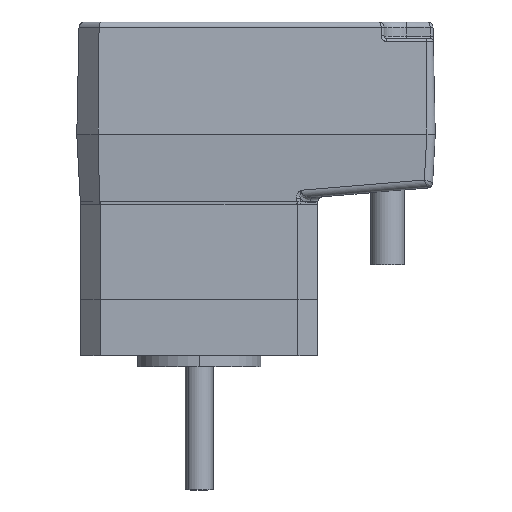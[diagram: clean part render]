
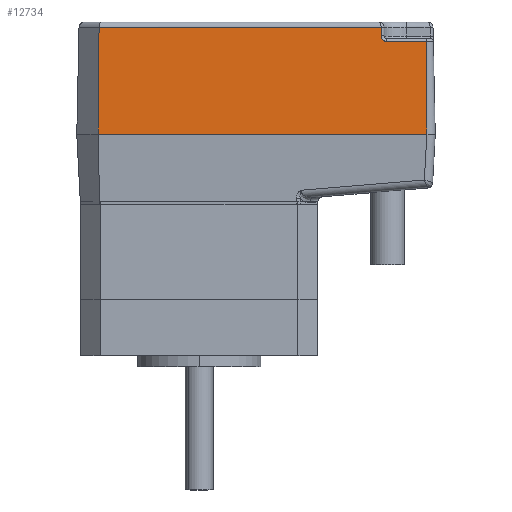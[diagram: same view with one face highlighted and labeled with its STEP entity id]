
A CAD part, top view. The second image highlights one B-rep face of the part: STEP entity #12734.
In plain terms, the highlighted planar face has unit normal (0, 0.021, 1).
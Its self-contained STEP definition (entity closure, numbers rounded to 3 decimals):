
#12593 = VERTEX_POINT ( 'NONE', #19726 ) ;
#12677 = ORIENTED_EDGE ( 'NONE', *, *, #12767, .T. ) ;
#12685 = VERTEX_POINT ( 'NONE', #19819 ) ;
#12719 = VERTEX_POINT ( 'NONE', #19859 ) ;
#12720 = EDGE_CURVE ( 'NONE', #12852, #12855, #19858, .T. ) ;
#12721 = EDGE_CURVE ( 'NONE', #12852, #12719, #19853, .T. ) ;
#12723 = ORIENTED_EDGE ( 'NONE', *, *, #12721, .T. ) ;
#12725 = EDGE_CURVE ( 'NONE', #12757, #12719, #19847, .T. ) ;
#12728 = ORIENTED_EDGE ( 'NONE', *, *, #12725, .F. ) ;
#12734 = ADVANCED_FACE ( 'NONE', ( #19884 ), #19848, .T. ) ;
#12737 = ORIENTED_EDGE ( 'NONE', *, *, #12747, .T. ) ;
#12739 = ORIENTED_EDGE ( 'NONE', *, *, #12754, .T. ) ;
#12742 = EDGE_CURVE ( 'NONE', #12759, #12752, #19867, .T. ) ;
#12746 = ORIENTED_EDGE ( 'NONE', *, *, #12742, .T. ) ;
#12747 = EDGE_CURVE ( 'NONE', #12752, #12685, #19883, .T. ) ;
#12748 = EDGE_CURVE ( 'NONE', #12593, #12855, #19906, .T. ) ;
#12749 = ORIENTED_EDGE ( 'NONE', *, *, #12720, .F. ) ;
#12752 = VERTEX_POINT ( 'NONE', #19903 ) ;
#12754 = EDGE_CURVE ( 'NONE', #12757, #12759, #19893, .T. ) ;
#12757 = VERTEX_POINT ( 'NONE', #19910 ) ;
#12759 = VERTEX_POINT ( 'NONE', #19866 ) ;
#12767 = EDGE_CURVE ( 'NONE', #12685, #12593, #19930, .T. ) ;
#12783 = EDGE_LOOP ( 'NONE', ( #12739, #12746, #12737, #12677, #12851, #12749, #12723, #12728 ) ) ;
#12851 = ORIENTED_EDGE ( 'NONE', *, *, #12748, .T. ) ;
#12852 = VERTEX_POINT ( 'NONE', #20004 ) ;
#12855 = VERTEX_POINT ( 'NONE', #20031 ) ;
#19726 = CARTESIAN_POINT ( 'NONE',  ( -18.021, 0., 21.83 ) ) ;
#19819 = CARTESIAN_POINT ( 'NONE',  ( -17.856, 19.021, 21.432 ) ) ;
#19843 = CARTESIAN_POINT ( 'NONE',  ( 33.5, 16.51, 21.484 ) ) ;
#19844 = CARTESIAN_POINT ( 'NONE',  ( 32.914, 16.51, 21.484 ) ) ;
#19845 = CARTESIAN_POINT ( 'NONE',  ( 32.5, 16.925, 21.476 ) ) ;
#19846 = CARTESIAN_POINT ( 'NONE',  ( 32.5, 17.51, 21.463 ) ) ;
#19847 =( BOUNDED_CURVE ( )  B_SPLINE_CURVE ( 3, ( #19846, #19845, #19844, #19843 ),
 .UNSPECIFIED., .F., .T. ) 
 B_SPLINE_CURVE_WITH_KNOTS ( ( 4, 4 ),
 ( 1.571, 3.142 ),
 .UNSPECIFIED. ) 
 CURVE ( )  GEOMETRIC_REPRESENTATION_ITEM ( )  RATIONAL_B_SPLINE_CURVE ( ( 1., 0.805, 0.805, 1. ) ) 
 REPRESENTATION_ITEM ( '' )  );
#19848 = PLANE ( 'NONE',  #19880 ) ;
#19849 = DIRECTION ( 'NONE',  ( 0., 0.021, 1. ) ) ;
#19850 = DIRECTION ( 'NONE',  ( -1., 0., 0. ) ) ;
#19851 = VECTOR ( 'NONE', #19850, 1000. ) ;
#19852 = CARTESIAN_POINT ( 'NONE',  ( -18.021, 16.51, 21.484 ) ) ;
#19853 = LINE ( 'NONE', #19852, #19851 ) ;
#19855 = DIRECTION ( 'NONE',  ( 0., -1., 0.021 ) ) ;
#19856 = VECTOR ( 'NONE', #19855, 1000. ) ;
#19857 = CARTESIAN_POINT ( 'NONE',  ( 40.652, 0., 21.83 ) ) ;
#19858 = LINE ( 'NONE', #19857, #19856 ) ;
#19859 = CARTESIAN_POINT ( 'NONE',  ( 33.5, 16.51, 21.484 ) ) ;
#19860 = CARTESIAN_POINT ( 'NONE',  ( -18.021, 0., 21.83 ) ) ;
#19861 = CARTESIAN_POINT ( 'NONE',  ( 32.5, 19.021, 21.432 ) ) ;
#19862 = CARTESIAN_POINT ( 'NONE',  ( 32.5, 19.017, 21.432 ) ) ;
#19863 = CARTESIAN_POINT ( 'NONE',  ( 32.5, 19.014, 21.432 ) ) ;
#19864 = CARTESIAN_POINT ( 'NONE',  ( 32.5, 19.01, 21.432 ) ) ;
#19866 = CARTESIAN_POINT ( 'NONE',  ( 32.5, 19.01, 21.432 ) ) ;
#19867 =( BOUNDED_CURVE ( )  B_SPLINE_CURVE ( 3, ( #19864, #19863, #19862, #19861 ),
 .UNSPECIFIED., .F., .T. ) 
 B_SPLINE_CURVE_WITH_KNOTS ( ( 4, 4 ),
 ( 4.712, 4.733 ),
 .UNSPECIFIED. ) 
 CURVE ( )  GEOMETRIC_REPRESENTATION_ITEM ( )  RATIONAL_B_SPLINE_CURVE ( ( 1., 1., 1., 1. ) ) 
 REPRESENTATION_ITEM ( '' )  );
#19868 = CARTESIAN_POINT ( 'NONE',  ( -18.021, 0., 21.83 ) ) ;
#19869 = DIRECTION ( 'NONE',  ( 0., -1., 0.021 ) ) ;
#19880 = AXIS2_PLACEMENT_3D ( 'NONE', #19860, #19849, #19869 ) ;
#19883 = LINE ( 'NONE', #19909, #19908 ) ;
#19884 = FACE_OUTER_BOUND ( 'NONE', #12783, .T. ) ;
#19890 = DIRECTION ( 'NONE',  ( 0., 1., -0.021 ) ) ;
#19891 = VECTOR ( 'NONE', #19890, 1000. ) ;
#19892 = CARTESIAN_POINT ( 'NONE',  ( 32.5, 0., 21.83 ) ) ;
#19893 = LINE ( 'NONE', #19892, #19891 ) ;
#19903 = CARTESIAN_POINT ( 'NONE',  ( 32.5, 19.021, 21.432 ) ) ;
#19904 = DIRECTION ( 'NONE',  ( 1., 0., 0. ) ) ;
#19905 = VECTOR ( 'NONE', #19904, 1000. ) ;
#19906 = LINE ( 'NONE', #19868, #19905 ) ;
#19907 = DIRECTION ( 'NONE',  ( -1., 0., 0. ) ) ;
#19908 = VECTOR ( 'NONE', #19907, 1000. ) ;
#19909 = CARTESIAN_POINT ( 'NONE',  ( -17.848, 19.021, 21.432 ) ) ;
#19910 = CARTESIAN_POINT ( 'NONE',  ( 32.5, 17.51, 21.463 ) ) ;
#19927 = DIRECTION ( 'NONE',  ( -0.009, -1., 0.021 ) ) ;
#19928 = VECTOR ( 'NONE', #19927, 1000. ) ;
#19929 = CARTESIAN_POINT ( 'NONE',  ( -18.021, 0., 21.83 ) ) ;
#19930 = LINE ( 'NONE', #19929, #19928 ) ;
#20004 = CARTESIAN_POINT ( 'NONE',  ( 40.652, 16.51, 21.484 ) ) ;
#20031 = CARTESIAN_POINT ( 'NONE',  ( 40.652, 0., 21.83 ) ) ;
